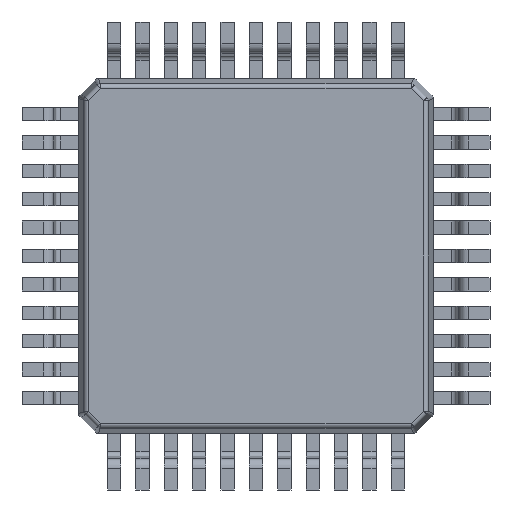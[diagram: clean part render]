
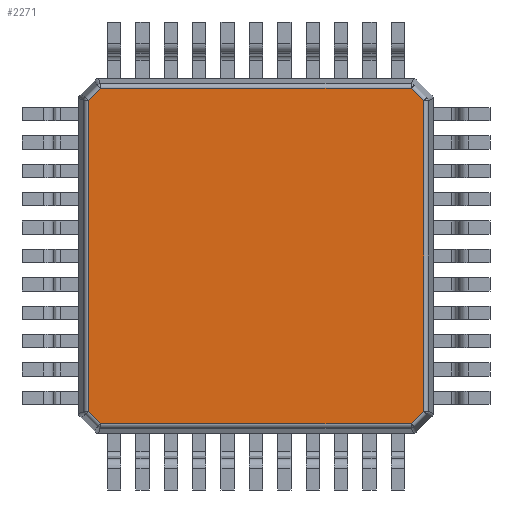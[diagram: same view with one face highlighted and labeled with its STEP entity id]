
A CAD part, front view. The second image highlights one B-rep face of the part: STEP entity #2271.
In plain terms, the highlighted planar face has unit normal (0, -1, 0).
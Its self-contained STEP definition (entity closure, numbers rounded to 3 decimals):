
#717=DIRECTION('',(0.,0.,-1.));
#718=VECTOR('',#717,8.767);
#719=CARTESIAN_POINT('',(-4.731,-1.08,4.378));
#720=LINE('',#719,#718);
#738=DIRECTION('',(-0.707,0.,-0.707));
#739=VECTOR('',#738,0.499);
#740=CARTESIAN_POINT('',(-4.378,-1.08,4.731));
#741=LINE('',#740,#739);
#769=DIRECTION('',(-1.,0.,0.));
#770=VECTOR('',#769,8.757);
#771=CARTESIAN_POINT('',(4.378,-1.08,4.731));
#772=LINE('',#771,#770);
#954=DIRECTION('',(-0.707,0.,0.707));
#955=VECTOR('',#954,0.499);
#956=CARTESIAN_POINT('',(4.731,-1.08,4.378));
#957=LINE('',#956,#955);
#985=DIRECTION('',(0.,0.,1.));
#986=VECTOR('',#985,8.767);
#987=CARTESIAN_POINT('',(4.731,-1.08,-4.389));
#988=LINE('',#987,#986);
#1107=DIRECTION('',(0.707,0.,0.707));
#1108=VECTOR('',#1107,0.484);
#1109=CARTESIAN_POINT('',(4.389,-1.08,-4.731));
#1110=LINE('',#1109,#1108);
#1138=DIRECTION('',(1.,0.,0.));
#1139=VECTOR('',#1138,8.777);
#1140=CARTESIAN_POINT('',(-4.389,-1.08,-4.731));
#1141=LINE('',#1140,#1139);
#1260=DIRECTION('',(0.707,0.,-0.707));
#1261=VECTOR('',#1260,0.484);
#1262=CARTESIAN_POINT('',(-4.731,-1.08,-4.389));
#1263=LINE('',#1262,#1261);
#1489=CARTESIAN_POINT('',(-4.378,-1.08,4.731));
#1490=CARTESIAN_POINT('',(-4.731,-1.08,4.378));
#1491=VERTEX_POINT('',#1489);
#1492=VERTEX_POINT('',#1490);
#1493=CARTESIAN_POINT('',(4.378,-1.08,4.731));
#1494=VERTEX_POINT('',#1493);
#1503=CARTESIAN_POINT('',(4.731,-1.08,4.378));
#1504=VERTEX_POINT('',#1503);
#1505=CARTESIAN_POINT('',(4.731,-1.08,-4.389));
#1506=VERTEX_POINT('',#1505);
#1515=CARTESIAN_POINT('',(4.389,-1.08,-4.731));
#1516=VERTEX_POINT('',#1515);
#1517=CARTESIAN_POINT('',(-4.389,-1.08,-4.731));
#1518=VERTEX_POINT('',#1517);
#1527=CARTESIAN_POINT('',(-4.731,-1.08,-4.389));
#1528=VERTEX_POINT('',#1527);
#2249=CARTESIAN_POINT('',(0.,-1.08,0.));
#2250=DIRECTION('',(0.,1.,0.));
#2251=DIRECTION('',(1.,0.,0.));
#2252=AXIS2_PLACEMENT_3D('',#2249,#2250,#2251);
#2253=PLANE('',#2252);
#2254=ORIENTED_EDGE('',*,*,#2239,.F.);
#2256=ORIENTED_EDGE('',*,*,#2255,.F.);
#2258=ORIENTED_EDGE('',*,*,#2257,.F.);
#2260=ORIENTED_EDGE('',*,*,#2259,.F.);
#2262=ORIENTED_EDGE('',*,*,#2261,.F.);
#2264=ORIENTED_EDGE('',*,*,#2263,.F.);
#2266=ORIENTED_EDGE('',*,*,#2265,.F.);
#2268=ORIENTED_EDGE('',*,*,#2267,.F.);
#2269=EDGE_LOOP('',(#2254,#2256,#2258,#2260,#2262,#2264,#2266,#2268));
#2270=FACE_OUTER_BOUND('',#2269,.F.);
#2271=ADVANCED_FACE('',(#2270),#2253,.F.);
#2239=EDGE_CURVE('',#1492,#1528,#720,.T.);
#2255=EDGE_CURVE('',#1491,#1492,#741,.T.);
#2257=EDGE_CURVE('',#1494,#1491,#772,.T.);
#2259=EDGE_CURVE('',#1504,#1494,#957,.T.);
#2261=EDGE_CURVE('',#1506,#1504,#988,.T.);
#2263=EDGE_CURVE('',#1516,#1506,#1110,.T.);
#2265=EDGE_CURVE('',#1518,#1516,#1141,.T.);
#2267=EDGE_CURVE('',#1528,#1518,#1263,.T.);
